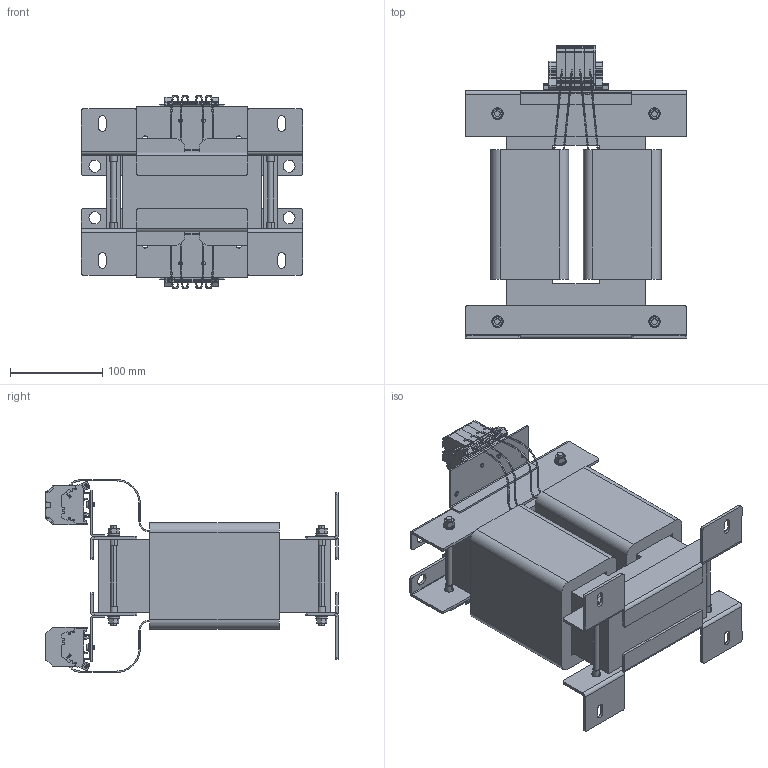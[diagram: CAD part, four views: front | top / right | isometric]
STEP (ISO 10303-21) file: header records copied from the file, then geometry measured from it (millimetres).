
FILE_DESCRIPTION (( 'STEP AP214' ), '1' );
FILE_NAME ('9514 STEP.STEP', '2025-04-12T05:23:09', ( '' ), ( '' ), 'SwSTEP 2.0', 'SolidWorks 2022', '' );
FILE_SCHEMA (( 'AUTOMOTIVE_DESIGN' ));
Length unit declared in the file: millimetre
Products named in the file (1): 9514 STEP
Bounding box: 240 x 316.67 x 208.72 mm (x, y, z)
Volume: 4317100.2 mm3; surface area: 713687.1 mm2
Topology: 73 solids, 73 shells, 3328 faces, 8940 edges, 5848 vertices
Faces by surface type: plane 1720, cylinder 1344, cone 136, torus 80, bspline 48
Entity records: 145346 total; most frequent: CARTESIAN_POINT 22305, DIRECTION 18170, ORIENTED_EDGE 17880, EDGE_CURVE 8940, AXIS2_PLACEMENT_3D 6289, VERTEX_POINT 5848, LINE 5592, VECTOR 5592
